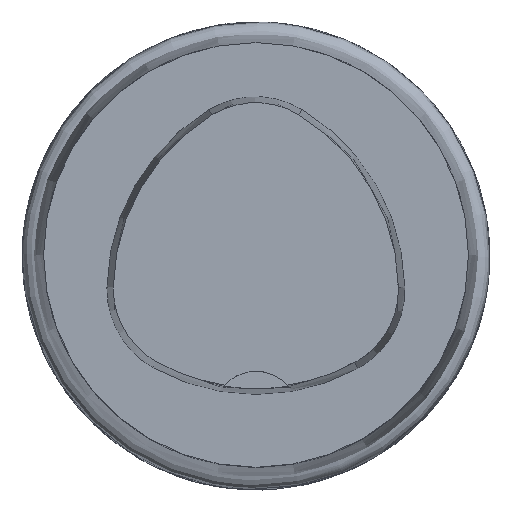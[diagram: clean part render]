
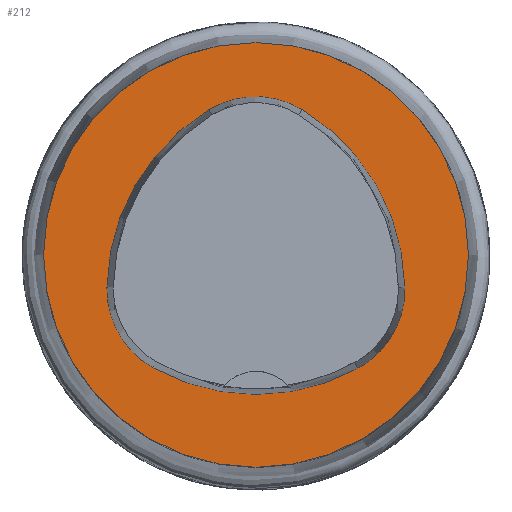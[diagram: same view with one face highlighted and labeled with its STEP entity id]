
A CAD part, top view. The second image highlights one B-rep face of the part: STEP entity #212.
In plain terms, the highlighted planar face has unit normal (0, 0, 1).
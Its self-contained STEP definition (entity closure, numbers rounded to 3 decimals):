
#159=PLANE('',#844);
#212=ADVANCED_FACE('',(#318,#319),#159,.T.);
#318=FACE_BOUND('',#365,.T.);
#319=FACE_BOUND('',#366,.T.);
#365=EDGE_LOOP('',(#464,#465,#466,#467,#468,#469));
#366=EDGE_LOOP('',(#470));
#464=ORIENTED_EDGE('',*,*,#612,.T.);
#465=ORIENTED_EDGE('',*,*,#592,.T.);
#466=ORIENTED_EDGE('',*,*,#596,.T.);
#467=ORIENTED_EDGE('',*,*,#599,.T.);
#468=ORIENTED_EDGE('',*,*,#602,.T.);
#469=ORIENTED_EDGE('',*,*,#610,.T.);
#470=ORIENTED_EDGE('',*,*,#577,.F.);
#526=VERTEX_POINT('',#1135);
#541=VERTEX_POINT('',#1181);
#542=VERTEX_POINT('',#1182);
#545=VERTEX_POINT('',#1190);
#547=VERTEX_POINT('',#1196);
#549=VERTEX_POINT('',#1202);
#556=VERTEX_POINT('',#1223);
#577=EDGE_CURVE('',#526,#526,#625,.T.);
#592=EDGE_CURVE('',#541,#542,#640,.T.);
#596=EDGE_CURVE('',#542,#545,#642,.T.);
#599=EDGE_CURVE('',#545,#547,#644,.T.);
#602=EDGE_CURVE('',#547,#549,#646,.T.);
#610=EDGE_CURVE('',#549,#556,#650,.T.);
#612=EDGE_CURVE('',#556,#541,#652,.T.);
#625=CIRCLE('',#791,20.);
#640=CIRCLE('',#822,20.);
#642=CIRCLE('',#825,8.5);
#644=CIRCLE('',#828,20.);
#646=CIRCLE('',#831,8.5);
#650=CIRCLE('',#836,20.);
#652=CIRCLE('',#839,8.5);
#791=AXIS2_PLACEMENT_3D('',#1134,#913,#914);
#822=AXIS2_PLACEMENT_3D('',#1180,#975,#976);
#825=AXIS2_PLACEMENT_3D('',#1189,#983,#984);
#828=AXIS2_PLACEMENT_3D('',#1195,#990,#991);
#831=AXIS2_PLACEMENT_3D('',#1201,#997,#998);
#836=AXIS2_PLACEMENT_3D('',#1224,#1009,#1010);
#839=AXIS2_PLACEMENT_3D('',#1227,#1015,#1016);
#844=AXIS2_PLACEMENT_3D('',#1232,#1025,#1026);
#913=DIRECTION('',(0.,0.,-1.));
#914=DIRECTION('',(-1.,0.,0.));
#975=DIRECTION('',(0.,0.,-1.));
#976=DIRECTION('',(-1.,0.,0.));
#983=DIRECTION('',(0.,0.,-1.));
#984=DIRECTION('',(-1.,0.,0.));
#990=DIRECTION('',(0.,0.,-1.));
#991=DIRECTION('',(-1.,0.,0.));
#997=DIRECTION('',(0.,0.,-1.));
#998=DIRECTION('',(-1.,0.,0.));
#1009=DIRECTION('',(0.,0.,-1.));
#1010=DIRECTION('',(-1.,0.,0.));
#1015=DIRECTION('',(0.,0.,-1.));
#1016=DIRECTION('',(-1.,0.,0.));
#1025=DIRECTION('',(0.,0.,1.));
#1026=DIRECTION('',(1.,0.,0.));
#1134=CARTESIAN_POINT('',(0.,0.,0.));
#1135=CARTESIAN_POINT('',(-20.,0.,0.));
#1180=CARTESIAN_POINT('',(5.955,-3.414,0.));
#1181=CARTESIAN_POINT('',(-14.041,-3.042,0.));
#1182=CARTESIAN_POINT('',(-4.472,13.653,0.));
#1189=CARTESIAN_POINT('',(-0.04,6.4,0.));
#1190=CARTESIAN_POINT('',(4.347,13.68,0.));
#1195=CARTESIAN_POINT('',(-5.976,-3.45,0.));
#1196=CARTESIAN_POINT('',(14.021,-3.075,0.));
#1201=CARTESIAN_POINT('',(5.522,-3.235,0.));
#1202=CARTESIAN_POINT('',(9.588,-10.699,0.));
#1223=CARTESIAN_POINT('',(-9.655,-10.639,0.));
#1224=CARTESIAN_POINT('',(0.022,6.864,0.));
#1227=CARTESIAN_POINT('',(-5.543,-3.2,0.));
#1232=CARTESIAN_POINT('',(0.,0.,0.));
